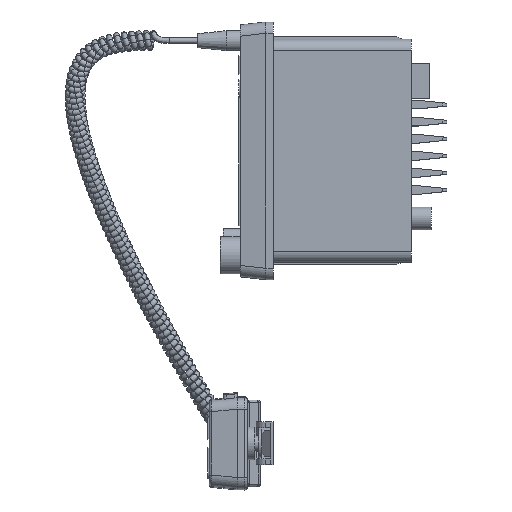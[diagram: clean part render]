
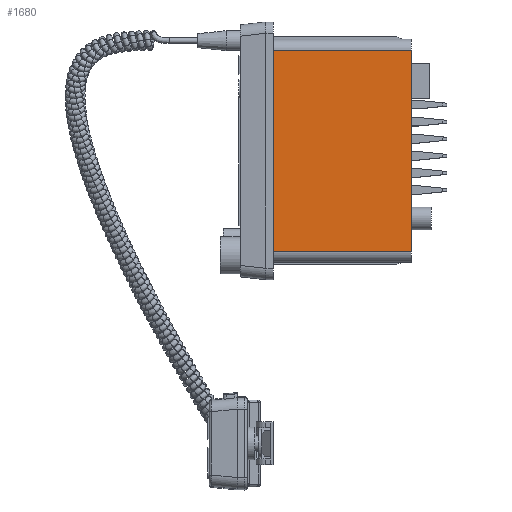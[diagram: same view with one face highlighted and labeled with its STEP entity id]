
A CAD part, top view. The second image highlights one B-rep face of the part: STEP entity #1680.
In plain terms, the highlighted planar face has unit normal (0, 0, 1).
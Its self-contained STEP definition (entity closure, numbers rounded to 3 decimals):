
#82 = VERTEX_POINT('',#83);
#83 = CARTESIAN_POINT('',(8251.324,70.5,
    2640.171));
#90 = EDGE_CURVE('',#91,#82,#93,.T.);
#91 = VERTEX_POINT('',#92);
#92 = CARTESIAN_POINT('',(8251.324,-70.5,
    2640.171));
#93 = LINE('',#94,#95);
#94 = CARTESIAN_POINT('',(8251.324,0.,
    2640.171));
#95 = VECTOR('',#96,1.);
#96 = DIRECTION('',(0.,1.,0.));
#1149 = VERTEX_POINT('',#1150);
#1150 = CARTESIAN_POINT('',(8154.324,-70.5,
    2640.171));
#1157 = EDGE_CURVE('',#1149,#1158,#1160,.T.);
#1158 = VERTEX_POINT('',#1159);
#1159 = CARTESIAN_POINT('',(8154.324,70.5,
    2640.171));
#1160 = LINE('',#1161,#1162);
#1161 = CARTESIAN_POINT('',(8154.324,0.,
    2640.171));
#1162 = VECTOR('',#1163,1.);
#1163 = DIRECTION('',(0.,1.,0.));
#1680 = ADVANCED_FACE('',(#1681),#1697,.T.);
#1681 = FACE_BOUND('',#1682,.T.);
#1682 = EDGE_LOOP('',(#1683,#1684,#1690,#1691));
#1683 = ORIENTED_EDGE('',*,*,#90,.T.);
#1684 = ORIENTED_EDGE('',*,*,#1685,.T.);
#1685 = EDGE_CURVE('',#82,#1158,#1686,.T.);
#1686 = LINE('',#1687,#1688);
#1687 = CARTESIAN_POINT('',(8251.324,70.5,
    2640.171));
#1688 = VECTOR('',#1689,1.);
#1689 = DIRECTION('',(-1.,0.,0.));
#1690 = ORIENTED_EDGE('',*,*,#1157,.F.);
#1691 = ORIENTED_EDGE('',*,*,#1692,.T.);
#1692 = EDGE_CURVE('',#1149,#91,#1693,.T.);
#1693 = LINE('',#1694,#1695);
#1694 = CARTESIAN_POINT('',(8251.324,-70.5,
    2640.171));
#1695 = VECTOR('',#1696,1.);
#1696 = DIRECTION('',(1.,0.,0.));
#1697 = PLANE('',#1698);
#1698 = AXIS2_PLACEMENT_3D('',#1699,#1700,#1701);
#1699 = CARTESIAN_POINT('',(8251.324,0.,
    2640.171));
#1700 = DIRECTION('',(0.,0.,1.));
#1701 = DIRECTION('',(-1.,0.,0.));
